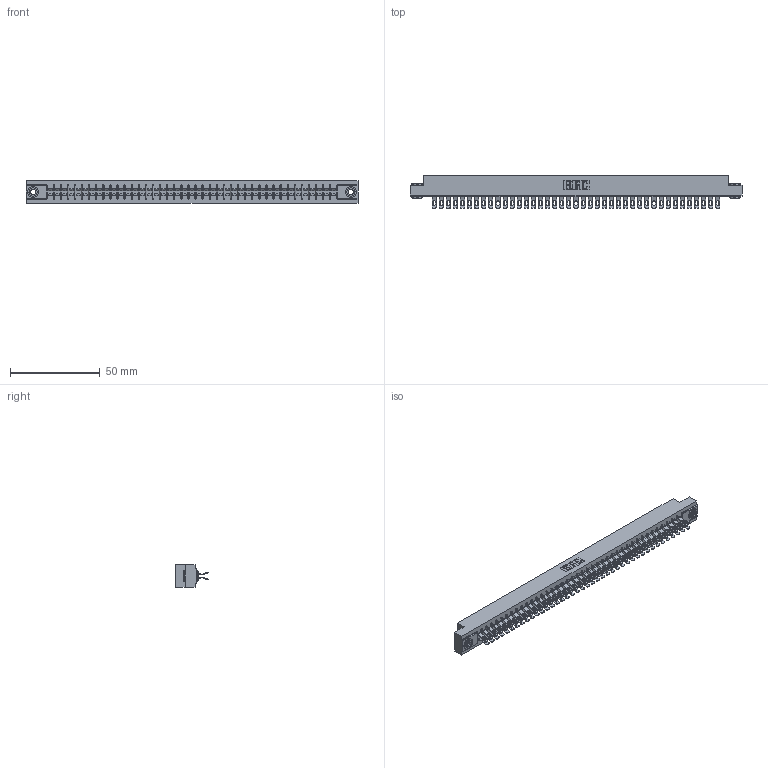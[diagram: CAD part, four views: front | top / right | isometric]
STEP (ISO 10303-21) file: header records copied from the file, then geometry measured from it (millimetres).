
FILE_DESCRIPTION (( 'STEP AP203' ), '1' );
FILE_NAME ('355-082-555-503.STEP', '2019-09-13T15:26:52', ( '' ), ( '' ), 'SwSTEP 2.0', 'SolidWorks 2016', '' );
FILE_SCHEMA (( 'CONFIG_CONTROL_DESIGN' ));
Length unit declared in the file: inch
Products named in the file (4): 355-082-555-503; 305-290-001_555; 345-250-002_345-250-002-102; 305 Part_.156 Dia
Assembly tree (85 placements, depth 2):
  355-082-555-503
    305 Part_.156 Dia
    305-290-001_555  x82
    345-250-002_345-250-002-102  x2
Bounding box: 185.47 x 18.41 x 12.7 mm (x, y, z)
Volume: 19020.1 mm3; surface area: 26876.3 mm2
Topology: 85 solids, 85 shells, 5580 faces, 16623 edges, 10858 vertices
Faces by surface type: plane 2716, cylinder 2692, sphere 164, cone 8
Entity records: 46203 total; most frequent: CARTESIAN_POINT 7644, ORIENTED_EDGE 7570, DIRECTION 7405, EDGE_CURVE 3785, VECTOR 3031, LINE 3031, VERTEX_POINT 2410, AXIS2_PLACEMENT_3D 2187
